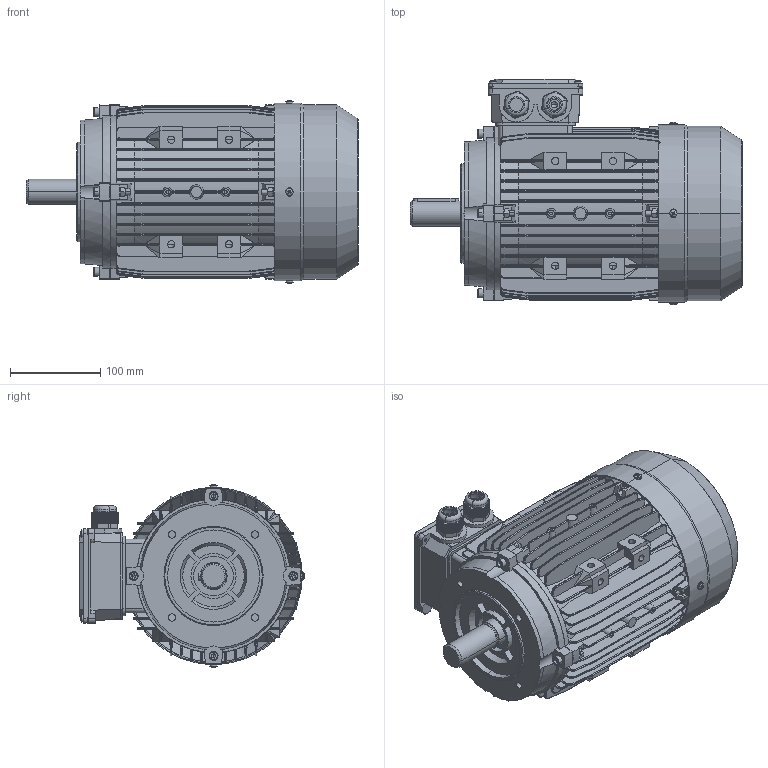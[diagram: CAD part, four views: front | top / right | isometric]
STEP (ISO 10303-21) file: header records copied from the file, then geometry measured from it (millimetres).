
FILE_DESCRIPTION (( 'STEP AP203' ), '1' );
FILE_NAME ('MS100S B14蚾饜芞.STEP', '2015-01-05T02:06:18', ( 'USER' ), ( 'MS' ), 'SwSTEP 2.0', 'SolidWorks 2008', '' );
FILE_SCHEMA (( 'CONFIG_CONTROL_DESIGN' ));
Length unit declared in the file: millimetre
Products named in the file (13): 新接线盒盖80-100_默认; 100后端盖_默认; Cross recessed thread forming screws GB_GB_CROSS_SCREWS_TYPE138 M4X10-N; 80-100出线螺套_默认; Hexagon nuts grade C GB_GB_FASTENER_NUT_SNC1 M6-N; MS100S B14蚾饜芞; 100S机壳_默认; 新接线盒座80-100_默认; 100风罩_默认; y2风叶100#_默认; 100S转轴_默认; Hexagon socket head cap screws GB_GB_FASTENER_SCREWS_HSHCS M6X35-N; 100 B14盖_默认
Assembly tree (34 placements, depth 2):
  MS100S B14蚾饜芞
    y2风叶100#_默认
    Cross recessed thread forming screws GB_GB_CROSS_SCREWS_TYPE138 M4X10-N  x8
    新接线盒盖80-100_默认
    100风罩_默认
    Hexagon nuts grade C GB_GB_FASTENER_NUT_SNC1 M6-N  x8
    Hexagon socket head cap screws GB_GB_FASTENER_SCREWS_HSHCS M6X35-N  x8
    新接线盒座80-100_默认
    100S机壳_默认
    100 B14盖_默认
    100S转轴_默认
    100后端盖_默认
    80-100出线螺套_默认  x2
Bounding box: 368 x 250.27 x 202.54 mm (x, y, z)
Volume: 1662545.2 mm3; surface area: 963478.6 mm2
Topology: 34 solids, 34 shells, 4385 faces, 11453 edges, 7158 vertices
Faces by surface type: plane 2548, cylinder 1141, cone 254, bspline 198, sphere 128, torus 116
Entity records: 120996 total; most frequent: CARTESIAN_POINT 33998, ORIENTED_EDGE 18542, DIRECTION 16546, EDGE_CURVE 9271, VERTEX_POINT 5827, VECTOR 5618, LINE 5618, AXIS2_PLACEMENT_3D 5464
